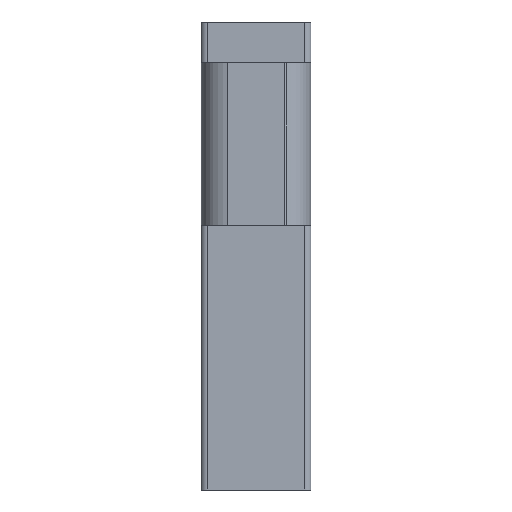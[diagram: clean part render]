
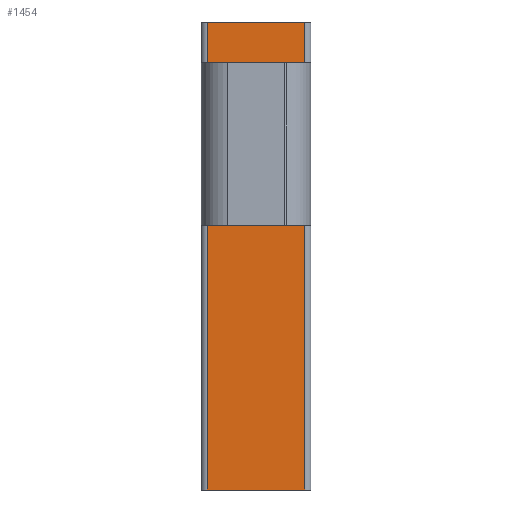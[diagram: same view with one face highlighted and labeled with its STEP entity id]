
A CAD part, front view. The second image highlights one B-rep face of the part: STEP entity #1454.
In plain terms, the highlighted planar face has unit normal (0, -1, 0).
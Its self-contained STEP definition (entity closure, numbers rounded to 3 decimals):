
#119=ORIENTED_EDGE('',*,*,#563,.F.);
#120=ORIENTED_EDGE('',*,*,#564,.F.);
#121=ORIENTED_EDGE('',*,*,#565,.T.);
#122=ORIENTED_EDGE('',*,*,#566,.T.);
#123=ORIENTED_EDGE('',*,*,#567,.F.);
#124=ORIENTED_EDGE('',*,*,#568,.T.);
#125=ORIENTED_EDGE('',*,*,#569,.T.);
#126=ORIENTED_EDGE('',*,*,#570,.T.);
#127=ORIENTED_EDGE('',*,*,#571,.F.);
#128=ORIENTED_EDGE('',*,*,#572,.F.);
#129=ORIENTED_EDGE('',*,*,#573,.T.);
#130=ORIENTED_EDGE('',*,*,#574,.F.);
#131=ORIENTED_EDGE('',*,*,#575,.F.);
#132=ORIENTED_EDGE('',*,*,#576,.T.);
#133=ORIENTED_EDGE('',*,*,#577,.F.);
#134=ORIENTED_EDGE('',*,*,#578,.F.);
#135=ORIENTED_EDGE('',*,*,#579,.F.);
#136=ORIENTED_EDGE('',*,*,#580,.T.);
#137=ORIENTED_EDGE('',*,*,#581,.F.);
#138=ORIENTED_EDGE('',*,*,#582,.F.);
#563=EDGE_CURVE('',#785,#786,#933,.T.);
#564=EDGE_CURVE('',#787,#785,#934,.T.);
#565=EDGE_CURVE('',#787,#788,#935,.T.);
#566=EDGE_CURVE('',#788,#789,#936,.T.);
#567=EDGE_CURVE('',#790,#789,#937,.T.);
#568=EDGE_CURVE('',#790,#791,#938,.T.);
#569=EDGE_CURVE('',#791,#792,#939,.T.);
#570=EDGE_CURVE('',#792,#793,#940,.T.);
#571=EDGE_CURVE('',#794,#793,#941,.T.);
#572=EDGE_CURVE('',#795,#794,#942,.T.);
#573=EDGE_CURVE('',#795,#796,#943,.T.);
#574=EDGE_CURVE('',#786,#796,#944,.T.);
#575=EDGE_CURVE('',#797,#798,#945,.T.);
#576=EDGE_CURVE('',#797,#799,#946,.T.);
#577=EDGE_CURVE('',#800,#799,#947,.T.);
#578=EDGE_CURVE('',#798,#800,#948,.T.);
#579=EDGE_CURVE('',#801,#802,#949,.T.);
#580=EDGE_CURVE('',#801,#803,#950,.T.);
#581=EDGE_CURVE('',#804,#803,#951,.T.);
#582=EDGE_CURVE('',#802,#804,#952,.T.);
#785=VERTEX_POINT('',#2138);
#786=VERTEX_POINT('',#2139);
#787=VERTEX_POINT('',#2141);
#788=VERTEX_POINT('',#2143);
#789=VERTEX_POINT('',#2145);
#790=VERTEX_POINT('',#2147);
#791=VERTEX_POINT('',#2149);
#792=VERTEX_POINT('',#2151);
#793=VERTEX_POINT('',#2153);
#794=VERTEX_POINT('',#2155);
#795=VERTEX_POINT('',#2157);
#796=VERTEX_POINT('',#2159);
#797=VERTEX_POINT('',#2162);
#798=VERTEX_POINT('',#2163);
#799=VERTEX_POINT('',#2165);
#800=VERTEX_POINT('',#2167);
#801=VERTEX_POINT('',#2170);
#802=VERTEX_POINT('',#2171);
#803=VERTEX_POINT('',#2173);
#804=VERTEX_POINT('',#2175);
#933=LINE('',#2137,#1089);
#934=LINE('',#2140,#1090);
#935=LINE('',#2142,#1091);
#936=LINE('',#2144,#1092);
#937=LINE('',#2146,#1093);
#938=LINE('',#2148,#1094);
#939=LINE('',#2150,#1095);
#940=LINE('',#2152,#1096);
#941=LINE('',#2154,#1097);
#942=LINE('',#2156,#1098);
#943=LINE('',#2158,#1099);
#944=LINE('',#2160,#1100);
#945=LINE('',#2161,#1101);
#946=LINE('',#2164,#1102);
#947=LINE('',#2166,#1103);
#948=LINE('',#2168,#1104);
#949=LINE('',#2169,#1105);
#950=LINE('',#2172,#1106);
#951=LINE('',#2174,#1107);
#952=LINE('',#2176,#1108);
#1089=VECTOR('',#1693,1000.);
#1090=VECTOR('',#1694,1000.);
#1091=VECTOR('',#1695,1000.);
#1092=VECTOR('',#1696,1000.);
#1093=VECTOR('',#1697,1000.);
#1094=VECTOR('',#1698,1000.);
#1095=VECTOR('',#1699,1000.);
#1096=VECTOR('',#1700,1000.);
#1097=VECTOR('',#1701,1000.);
#1098=VECTOR('',#1702,1000.);
#1099=VECTOR('',#1703,1000.);
#1100=VECTOR('',#1704,1000.);
#1101=VECTOR('',#1705,1000.);
#1102=VECTOR('',#1706,1000.);
#1103=VECTOR('',#1707,1000.);
#1104=VECTOR('',#1708,1000.);
#1105=VECTOR('',#1709,1000.);
#1106=VECTOR('',#1710,1000.);
#1107=VECTOR('',#1711,1000.);
#1108=VECTOR('',#1712,1000.);
#1245=EDGE_LOOP('',(#119,#120,#121,#122,#123,#124,#125,#126,#127,#128,#129,
#130));
#1246=EDGE_LOOP('',(#131,#132,#133,#134));
#1247=EDGE_LOOP('',(#135,#136,#137,#138));
#1327=FACE_BOUND('',#1245,.T.);
#1328=FACE_BOUND('',#1246,.T.);
#1329=FACE_BOUND('',#1247,.T.);
#1409=PLANE('',#1545);
#1454=ADVANCED_FACE('',(#1327,#1328,#1329),#1409,.T.);
#1545=AXIS2_PLACEMENT_3D('',#2136,#1691,#1692);
#1691=DIRECTION('',(0.,-1.,0.));
#1692=DIRECTION('',(0.,0.,-1.));
#1693=DIRECTION('',(1.,0.,0.));
#1694=DIRECTION('',(0.,0.,1.));
#1695=DIRECTION('',(1.,0.,0.));
#1696=DIRECTION('',(0.,0.,1.));
#1697=DIRECTION('',(1.,0.,0.));
#1698=DIRECTION('',(0.,0.,1.));
#1699=DIRECTION('',(1.,0.,0.));
#1700=DIRECTION('',(0.,0.,1.));
#1701=DIRECTION('',(1.,0.,0.));
#1702=DIRECTION('',(0.,0.,1.));
#1703=DIRECTION('',(1.,0.,0.));
#1704=DIRECTION('',(0.,0.,1.));
#1705=DIRECTION('',(0.,0.,1.));
#1706=DIRECTION('',(-1.,0.,0.));
#1707=DIRECTION('',(0.,0.,-1.));
#1708=DIRECTION('',(-1.,0.,0.));
#1709=DIRECTION('',(0.,0.,1.));
#1710=DIRECTION('',(-1.,0.,0.));
#1711=DIRECTION('',(0.,0.,-1.));
#1712=DIRECTION('',(-1.,0.,0.));
#2136=CARTESIAN_POINT('',(-2.4,1.96,-21.));
#2137=CARTESIAN_POINT('',(-0.93,1.96,-8.));
#2138=CARTESIAN_POINT('',(-2.4,1.96,-8.));
#2139=CARTESIAN_POINT('',(-2.1,1.96,-8.));
#2140=CARTESIAN_POINT('',(-2.4,1.96,-21.));
#2141=CARTESIAN_POINT('',(-2.4,1.96,-21.));
#2142=CARTESIAN_POINT('',(-2.4,1.96,-21.));
#2143=CARTESIAN_POINT('',(2.4,1.96,-21.));
#2144=CARTESIAN_POINT('',(2.4,1.96,-21.));
#2145=CARTESIAN_POINT('',(2.4,1.96,-8.));
#2146=CARTESIAN_POINT('',(-0.93,1.96,-8.));
#2147=CARTESIAN_POINT('',(2.1,1.96,-8.));
#2148=CARTESIAN_POINT('',(2.1,1.96,-8.));
#2149=CARTESIAN_POINT('',(2.1,1.96,0.));
#2150=CARTESIAN_POINT('',(-0.93,1.96,0.));
#2151=CARTESIAN_POINT('',(2.4,1.96,0.));
#2152=CARTESIAN_POINT('',(2.4,1.96,-21.));
#2153=CARTESIAN_POINT('',(2.4,1.96,2.));
#2154=CARTESIAN_POINT('',(-2.4,1.96,2.));
#2155=CARTESIAN_POINT('',(-2.4,1.96,2.));
#2156=CARTESIAN_POINT('',(-2.4,1.96,-21.));
#2157=CARTESIAN_POINT('',(-2.4,1.96,0.));
#2158=CARTESIAN_POINT('',(-0.93,1.96,0.));
#2159=CARTESIAN_POINT('',(-2.1,1.96,0.));
#2160=CARTESIAN_POINT('',(-2.1,1.96,-8.));
#2161=CARTESIAN_POINT('',(0.905,1.96,-21.));
#2162=CARTESIAN_POINT('',(0.905,1.96,-8.));
#2163=CARTESIAN_POINT('',(0.905,1.96,0.));
#2164=CARTESIAN_POINT('',(-2.4,1.96,-8.));
#2165=CARTESIAN_POINT('',(0.25,1.96,-8.));
#2166=CARTESIAN_POINT('',(0.25,1.96,-21.));
#2167=CARTESIAN_POINT('',(0.25,1.96,0.));
#2168=CARTESIAN_POINT('',(-2.4,1.96,0.));
#2169=CARTESIAN_POINT('',(-0.25,1.96,-21.));
#2170=CARTESIAN_POINT('',(-0.25,1.96,-8.));
#2171=CARTESIAN_POINT('',(-0.25,1.96,0.));
#2172=CARTESIAN_POINT('',(-2.4,1.96,-8.));
#2173=CARTESIAN_POINT('',(-0.905,1.96,-8.));
#2174=CARTESIAN_POINT('',(-0.905,1.96,-21.));
#2175=CARTESIAN_POINT('',(-0.905,1.96,0.));
#2176=CARTESIAN_POINT('',(-2.4,1.96,0.));
